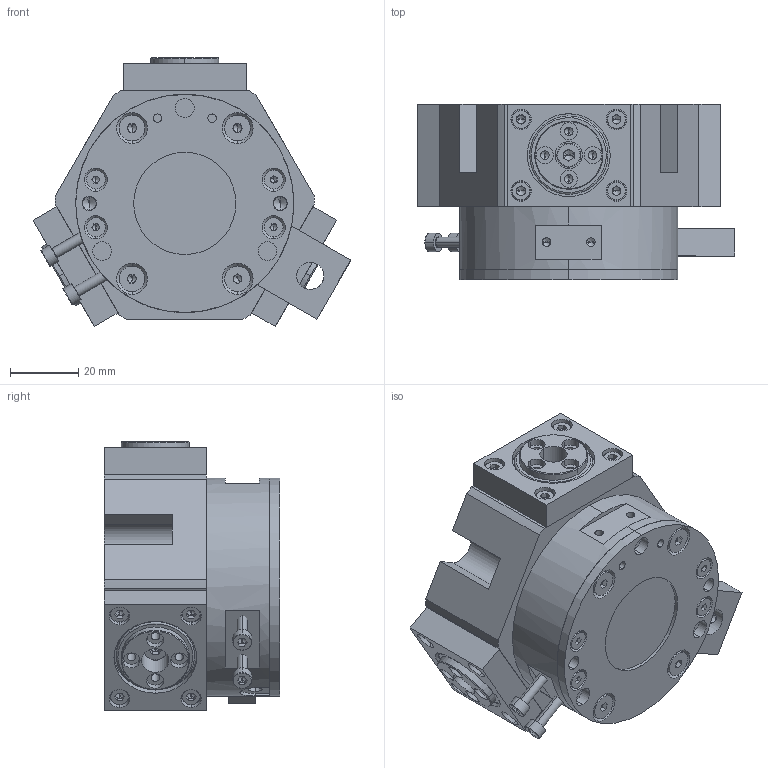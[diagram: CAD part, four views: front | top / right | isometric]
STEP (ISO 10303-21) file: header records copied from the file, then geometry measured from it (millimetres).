
FILE_DESCRIPTION (( 'STEP AP214' ), '1' );
FILE_NAME ('3PGS 064.STEP', '2012-03-06T01:44:33', ( 'xw4600' ), ( '' ), 'SwSTEP 2.0', 'SolidWorks 2010', '' );
FILE_SCHEMA (( 'AUTOMOTIVE_DESIGN' ));
Length unit declared in the file: millimetre
Products named in the file (16): 3PGS064-01_Default; 3PGS064-02_Default; 3PGS064-03_Default; 3PGS064-05_Default; 3PGS064-06_Default; 3PGS064-09_Default; 3PGS064-P5_Default; 3PGS064-13_Default; socket head cap screw_ISO 4762 M3 x 10 --- 10N; countersunk head screw_ISO 10642 - M3 x 12 --- 12N; countersunk head screw_ISO 10642 - M4 x 12 --- 12N; socket head cap screw_ISO 4762 M3 x 16 --- 16N; socket head cap screw_ISO 4762 M3 x 25 --- 18N; socket head cap screw_ISO 4762 M4 x 12 --- 12N; countersunk head screw_ISO 10642 - M3 x 8 --- 8N; 3PGS 064
Assembly tree (55 placements, depth 2):
  3PGS 064
    countersunk head screw_ISO 10642 - M3 x 8 --- 8N  x12
    countersunk head screw_ISO 10642 - M4 x 12 --- 12N  x4
    3PGS064-05_Default  x3
    socket head cap screw_ISO 4762 M3 x 10 --- 10N  x12
    socket head cap screw_ISO 4762 M4 x 12 --- 12N  x3
    3PGS064-06_Default  x3
    3PGS064-13_Default  x3
    countersunk head screw_ISO 10642 - M3 x 12 --- 12N  x4
    3PGS064-P5_Default  x3
    socket head cap screw_ISO 4762 M3 x 25 --- 18N  x2
    socket head cap screw_ISO 4762 M3 x 16 --- 16N  x2
    3PGS064-03_Default
    3PGS064-02_Default
    3PGS064-09_Default
    3PGS064-01_Default
Bounding box: 93.24 x 51.5 x 78.89 mm (x, y, z)
Volume: 160298.7 mm3; surface area: 85371.3 mm2
Topology: 55 solids, 55 shells, 1943 faces, 4501 edges, 2636 vertices
Faces by surface type: plane 827, cylinder 580, cone 398, torus 132, bspline 6
Entity records: 25983 total; most frequent: DIRECTION 4455, CARTESIAN_POINT 4453, ORIENTED_EDGE 3814, EDGE_CURVE 1907, AXIS2_PLACEMENT_3D 1720, VERTEX_POINT 1204, VECTOR 1015, LINE 1015
